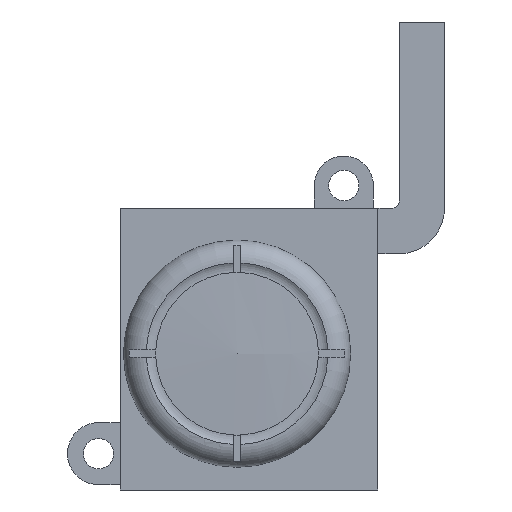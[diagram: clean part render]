
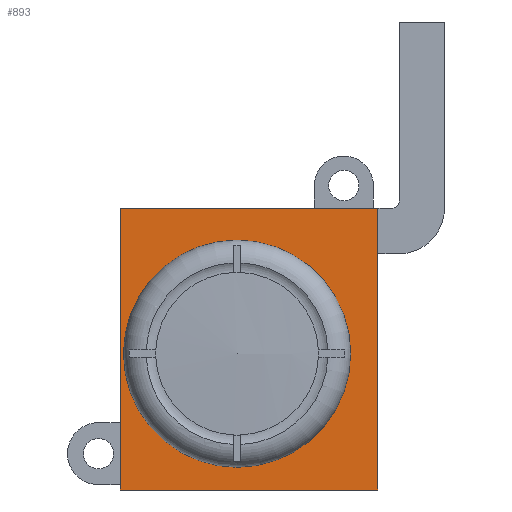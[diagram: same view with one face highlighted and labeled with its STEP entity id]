
A CAD part, front view. The second image highlights one B-rep face of the part: STEP entity #893.
In plain terms, the highlighted planar face has unit normal (0, -1, 0).
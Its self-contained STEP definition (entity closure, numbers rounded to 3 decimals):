
#45=FACE_BOUND('',#165,.T.);
#64=PLANE('',#974);
#106=FACE_OUTER_BOUND('',#164,.T.);
#164=EDGE_LOOP('',(#718,#719,#720,#721));
#165=EDGE_LOOP('',(#722));
#237=LINE('',#1447,#308);
#242=LINE('',#1455,#313);
#244=LINE('',#1458,#315);
#245=LINE('',#1460,#316);
#308=VECTOR('',#1160,1000.);
#313=VECTOR('',#1167,1000.);
#315=VECTOR('',#1171,1000.);
#316=VECTOR('',#1174,1000.);
#340=CIRCLE('',#945,4.8);
#386=VERTEX_POINT('',#1343);
#420=VERTEX_POINT('',#1445);
#421=VERTEX_POINT('',#1446);
#422=VERTEX_POINT('',#1452);
#423=VERTEX_POINT('',#1454);
#474=EDGE_CURVE('',#386,#386,#340,.T.);
#523=EDGE_CURVE('',#420,#421,#237,.T.);
#528=EDGE_CURVE('',#422,#423,#242,.T.);
#530=EDGE_CURVE('',#421,#422,#244,.T.);
#531=EDGE_CURVE('',#423,#420,#245,.T.);
#718=ORIENTED_EDGE('',*,*,#530,.F.);
#719=ORIENTED_EDGE('',*,*,#523,.F.);
#720=ORIENTED_EDGE('',*,*,#531,.F.);
#721=ORIENTED_EDGE('',*,*,#528,.F.);
#722=ORIENTED_EDGE('',*,*,#474,.F.);
#893=ADVANCED_FACE('',(#106,#45),#64,.T.);
#945=AXIS2_PLACEMENT_3D('',#1344,#1065,#1066);
#974=AXIS2_PLACEMENT_3D('',#1459,#1172,#1173);
#1065=DIRECTION('center_axis',(0.,-1.,0.));
#1066=DIRECTION('ref_axis',(0.,0.,-1.));
#1160=DIRECTION('',(-1.,0.,0.));
#1167=DIRECTION('',(1.,0.,0.));
#1171=DIRECTION('',(0.,0.,1.));
#1172=DIRECTION('center_axis',(0.,-1.,0.));
#1173=DIRECTION('ref_axis',(0.,0.,-1.));
#1174=DIRECTION('',(0.,0.,-1.));
#1343=CARTESIAN_POINT('',(10.865,0.,-4.8));
#1344=CARTESIAN_POINT('Origin',(10.865,0.,-9.6));
#1445=CARTESIAN_POINT('',(20.165,0.,-18.6));
#1446=CARTESIAN_POINT('',(3.165,0.,-18.6));
#1447=CARTESIAN_POINT('',(3.165,0.,-18.6));
#1452=CARTESIAN_POINT('',(3.165,0.,0.));
#1454=CARTESIAN_POINT('',(20.165,0.,0.));
#1455=CARTESIAN_POINT('',(3.165,0.,0.));
#1458=CARTESIAN_POINT('',(3.165,0.,0.));
#1459=CARTESIAN_POINT('Origin',(3.165,0.,-18.6));
#1460=CARTESIAN_POINT('',(20.165,0.,0.));
